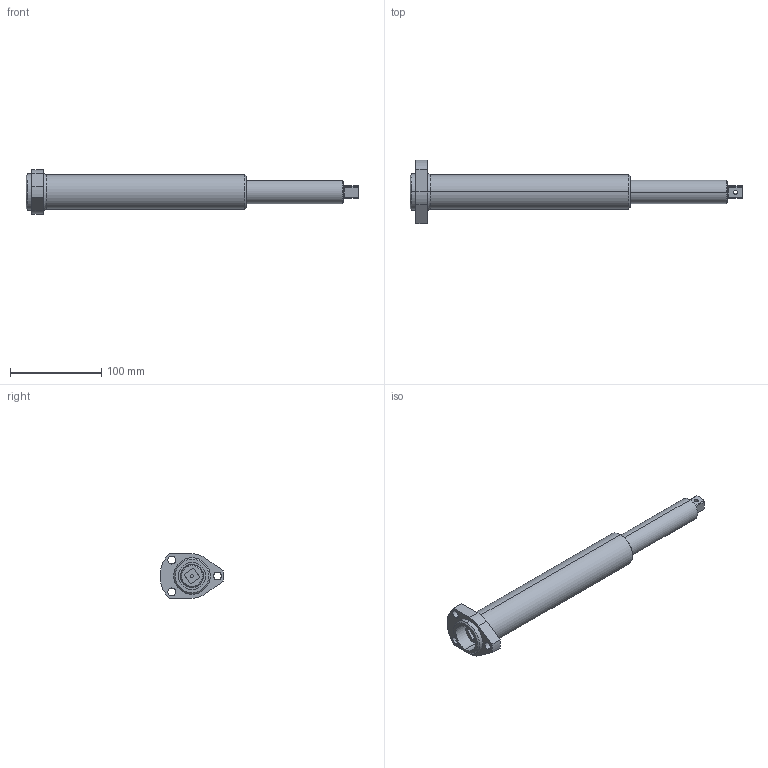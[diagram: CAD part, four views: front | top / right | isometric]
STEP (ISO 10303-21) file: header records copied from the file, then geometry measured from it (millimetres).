
FILE_DESCRIPTION (( 'STEP AP203' ), '1' );
FILE_NAME ('SA-3S3-4-50-50.STEP', '2024-11-19T15:52:09', ( '' ), ( '' ), 'SwSTEP 2.0', 'SolidWorks 2024', '' );
FILE_SCHEMA (( 'CONFIG_CONTROL_DESIGN' ));
Length unit declared in the file: inch
Products named in the file (4): SA-3S3-4-50-50; SA-352H; SA-040; R-5-10-8.97-40-1
Assembly tree (3 placements, depth 2):
  SA-3S3-4-50-50
    SA-352H
    R-5-10-8.97-40-1
    SA-040
Bounding box: 363.98 x 69.67 x 48.77 mm (x, y, z)
Volume: 224904.8 mm3; surface area: 126042.2 mm2
Topology: 6 solids, 6 shells, 149 faces, 346 edges, 220 vertices
Faces by surface type: cylinder 74, plane 45, cone 24, torus 6
Entity records: 4922 total; most frequent: CARTESIAN_POINT 957, DIRECTION 806, ORIENTED_EDGE 692, EDGE_CURVE 346, AXIS2_PLACEMENT_3D 333, VERTEX_POINT 220, EDGE_LOOP 182, CIRCLE 178
